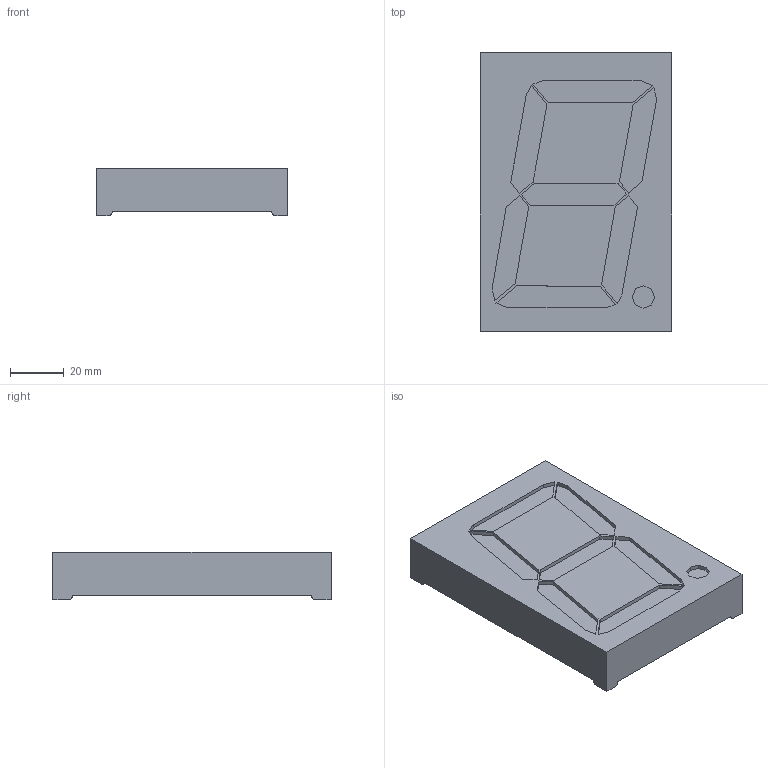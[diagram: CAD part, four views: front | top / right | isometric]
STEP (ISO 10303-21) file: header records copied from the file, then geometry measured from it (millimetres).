
FILE_DESCRIPTION(('FreeCAD Model'),'2;1');
FILE_NAME('Open CASCADE Shape Model','2025-05-02T16:30:16',('FreeCAD'),( 'FreeCAD'),'Open CASCADE STEP processor 7.6','FreeCAD','Unknown');
FILE_SCHEMA(('AUTOMOTIVE_DESIGN { 1 0 10303 214 1 1 1 1 }'));
Length unit declared in the file: millimetre
Products named in the file (1): Open CASCADE STEP translator 7.6 1
Bounding box: 71.35 x 104.04 x 17.91 mm (x, y, z)
Volume: 118961.3 mm3; surface area: 21698 mm2
Topology: 1 solids, 1 shells, 86 faces, 222 edges, 146 vertices
Faces by surface type: bspline 86
Entity records: 2386 total; most frequent: CARTESIAN_POINT 1011, ORIENTED_EDGE 444, EDGE_CURVE 222, B_SPLINE_CURVE_WITH_KNOTS 198, VERTEX_POINT 146, FACE_BOUND 94, EDGE_LOOP 94, ADVANCED_FACE 86
